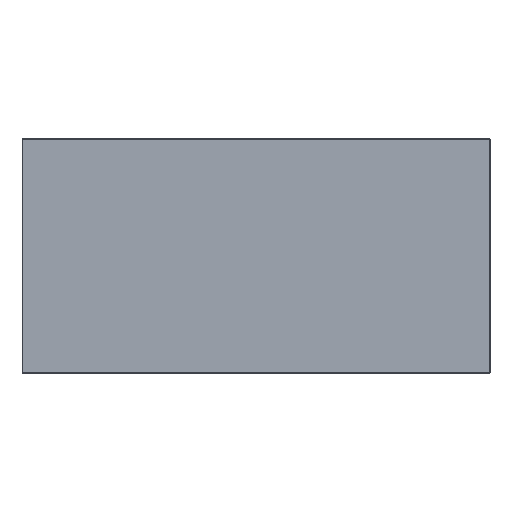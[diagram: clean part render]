
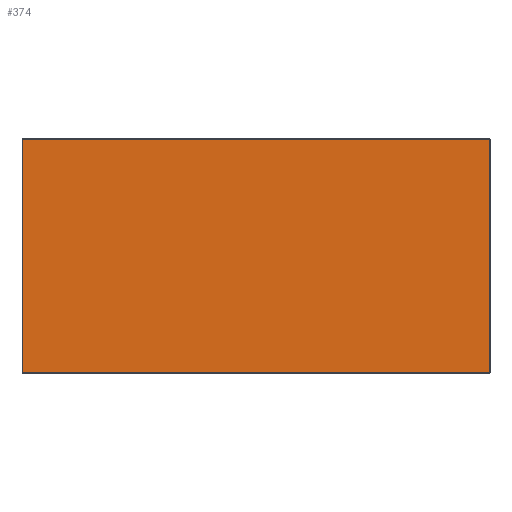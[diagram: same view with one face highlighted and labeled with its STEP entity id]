
A CAD part, top view. The second image highlights one B-rep face of the part: STEP entity #374.
In plain terms, the highlighted planar face has unit normal (0, 0, 1).
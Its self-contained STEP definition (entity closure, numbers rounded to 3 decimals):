
#101=CARTESIAN_POINT('Vertex',(749.,-374.,735.)) ;
#108=CARTESIAN_POINT('Vertex',(749.,374.,735.)) ;
#111=CARTESIAN_POINT('Line Origine',(749.,0.,735.)) ;
#325=CARTESIAN_POINT('Line Origine',(0.,374.,735.)) ;
#329=CARTESIAN_POINT('Vertex',(-749.,374.,735.)) ;
#351=CARTESIAN_POINT('Axis2P3D Location',(0.,0.,735.)) ;
#356=CARTESIAN_POINT('Line Origine',(0.,-374.,735.)) ;
#360=CARTESIAN_POINT('Vertex',(-749.,-374.,735.)) ;
#363=CARTESIAN_POINT('Line Origine',(-749.,0.,735.)) ;
#112=DIRECTION('Vector Direction',(0.,1.,0.)) ;
#326=DIRECTION('Vector Direction',(1.,0.,0.)) ;
#352=DIRECTION('Axis2P3D Direction',(0.,0.,1.)) ;
#353=DIRECTION('Axis2P3D XDirection',(1.,0.,0.)) ;
#357=DIRECTION('Vector Direction',(1.,0.,0.)) ;
#364=DIRECTION('Vector Direction',(0.,1.,0.)) ;
#354=AXIS2_PLACEMENT_3D('Plane Axis2P3D',#351,#352,#353) ;
#369=ORIENTED_EDGE('',*,*,#362,.T.) ;
#370=ORIENTED_EDGE('',*,*,#115,.T.) ;
#371=ORIENTED_EDGE('',*,*,#331,.T.) ;
#372=ORIENTED_EDGE('',*,*,#367,.T.) ;
#113=VECTOR('Line Direction',#112,1.) ;
#327=VECTOR('Line Direction',#326,1.) ;
#358=VECTOR('Line Direction',#357,1.) ;
#365=VECTOR('Line Direction',#364,1.) ;
#374=ADVANCED_FACE('BD - RADNA PLOCA',(#373),#355,.T.) ;
#115=EDGE_CURVE('',#102,#109,#114,.T.) ;
#331=EDGE_CURVE('',#109,#330,#328,.F.) ;
#362=EDGE_CURVE('',#361,#102,#359,.T.) ;
#367=EDGE_CURVE('',#330,#361,#366,.F.) ;
#368=EDGE_LOOP('',(#369,#370,#371,#372)) ;
#373=FACE_OUTER_BOUND('',#368,.T.) ;
#114=LINE('Line',#111,#113) ;
#328=LINE('Line',#325,#327) ;
#359=LINE('Line',#356,#358) ;
#366=LINE('Line',#363,#365) ;
#355=PLANE('Plane',#354) ;
#102=VERTEX_POINT('',#101) ;
#109=VERTEX_POINT('',#108) ;
#330=VERTEX_POINT('',#329) ;
#361=VERTEX_POINT('',#360) ;
